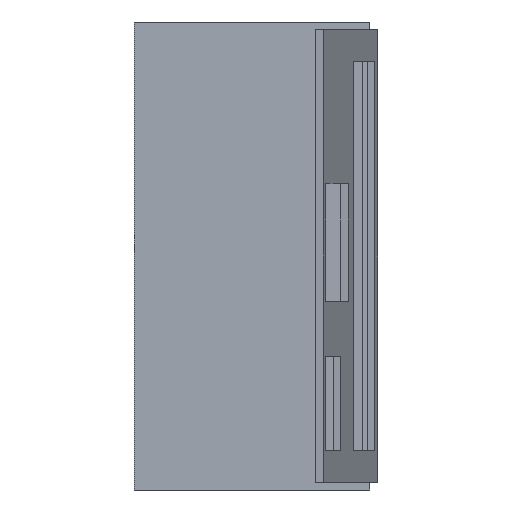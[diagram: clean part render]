
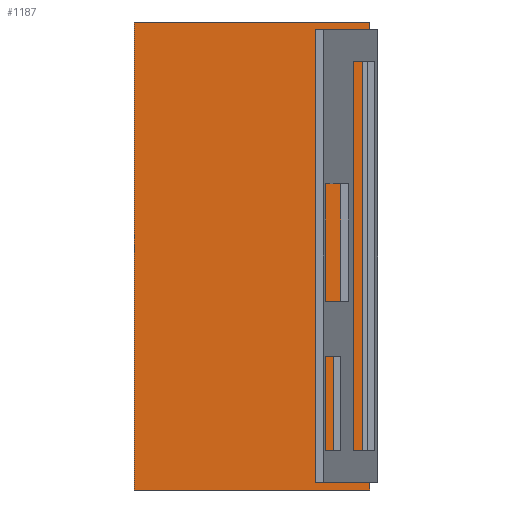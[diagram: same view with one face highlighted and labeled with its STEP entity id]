
A CAD part, left-side view. The second image highlights one B-rep face of the part: STEP entity #1187.
In plain terms, the highlighted planar face has unit normal (-1, 0, 0).
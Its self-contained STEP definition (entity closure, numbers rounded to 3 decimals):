
#92=FACE_OUTER_BOUND('',#162,.T.);
#162=EDGE_LOOP('',(#978,#979,#980,#981,#982,#983,#984,#985));
#267=LINE('',#1787,#419);
#274=LINE('',#1801,#426);
#277=LINE('',#1808,#429);
#281=LINE('',#1815,#433);
#283=LINE('',#1819,#435);
#286=LINE('',#1826,#438);
#288=LINE('',#1831,#440);
#291=LINE('',#1836,#443);
#419=VECTOR('',#1464,10.);
#426=VECTOR('',#1479,10.);
#429=VECTOR('',#1484,10.);
#433=VECTOR('',#1488,10.);
#435=VECTOR('',#1494,10.);
#438=VECTOR('',#1501,10.);
#440=VECTOR('',#1505,10.);
#443=VECTOR('',#1512,10.);
#553=VERTEX_POINT('',#1784);
#554=VERTEX_POINT('',#1786);
#557=VERTEX_POINT('',#1799);
#558=VERTEX_POINT('',#1803);
#560=VERTEX_POINT('',#1807);
#563=VERTEX_POINT('',#1813);
#565=VERTEX_POINT('',#1824);
#566=VERTEX_POINT('',#1828);
#689=EDGE_CURVE('',#554,#553,#267,.T.);
#696=EDGE_CURVE('',#557,#553,#274,.T.);
#699=EDGE_CURVE('',#560,#554,#277,.T.);
#703=EDGE_CURVE('',#558,#563,#281,.T.);
#705=EDGE_CURVE('',#557,#558,#283,.T.);
#708=EDGE_CURVE('',#565,#563,#286,.T.);
#710=EDGE_CURVE('',#566,#565,#288,.T.);
#713=EDGE_CURVE('',#560,#566,#291,.T.);
#978=ORIENTED_EDGE('',*,*,#708,.F.);
#979=ORIENTED_EDGE('',*,*,#710,.F.);
#980=ORIENTED_EDGE('',*,*,#713,.F.);
#981=ORIENTED_EDGE('',*,*,#699,.T.);
#982=ORIENTED_EDGE('',*,*,#689,.T.);
#983=ORIENTED_EDGE('',*,*,#696,.F.);
#984=ORIENTED_EDGE('',*,*,#705,.T.);
#985=ORIENTED_EDGE('',*,*,#703,.T.);
#1124=PLANE('',#1276);
#1187=ADVANCED_FACE('',(#92),#1124,.T.);
#1276=AXIS2_PLACEMENT_3D('',#1835,#1510,#1511);
#1464=DIRECTION('',(0.,1.,0.));
#1479=DIRECTION('',(0.,0.,-1.));
#1484=DIRECTION('',(0.,0.,1.));
#1488=DIRECTION('',(0.,0.,1.));
#1494=DIRECTION('',(0.,-1.,0.));
#1501=DIRECTION('',(0.,-1.,0.));
#1505=DIRECTION('',(0.,0.,1.));
#1510=DIRECTION('center_axis',(-1.,0.,0.));
#1511=DIRECTION('ref_axis',(0.,-1.,0.));
#1512=DIRECTION('',(0.,1.,0.));
#1784=CARTESIAN_POINT('',(-404.,5.,5.));
#1786=CARTESIAN_POINT('',(-404.,0.,5.));
#1787=CARTESIAN_POINT('',(-404.,76.25,5.));
#1799=CARTESIAN_POINT('',(-404.,5.,293.));
#1801=CARTESIAN_POINT('',(-404.,5.,74.5));
#1803=CARTESIAN_POINT('',(-404.,0.,293.));
#1807=CARTESIAN_POINT('',(-404.,0.,0.));
#1808=CARTESIAN_POINT('',(-404.,0.,0.));
#1813=CARTESIAN_POINT('',(-404.,0.,298.));
#1815=CARTESIAN_POINT('',(-404.,0.,0.));
#1819=CARTESIAN_POINT('',(-404.,76.25,293.));
#1824=CARTESIAN_POINT('',(-404.,150.,298.));
#1826=CARTESIAN_POINT('',(-404.,0.,298.));
#1828=CARTESIAN_POINT('',(-404.,150.,0.));
#1831=CARTESIAN_POINT('',(-404.,150.,0.));
#1835=CARTESIAN_POINT('Origin',(-404.,150.,0.));
#1836=CARTESIAN_POINT('',(-404.,0.,0.));
